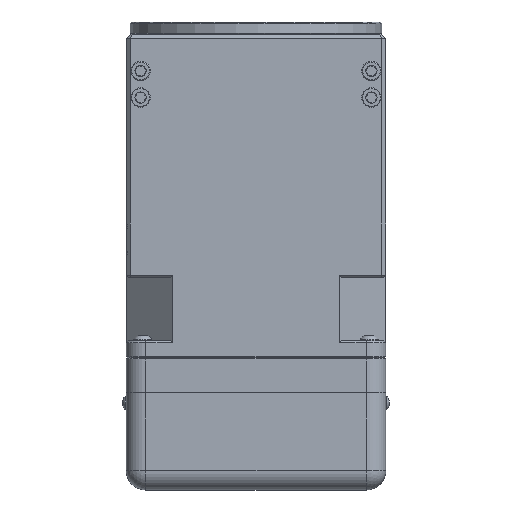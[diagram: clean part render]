
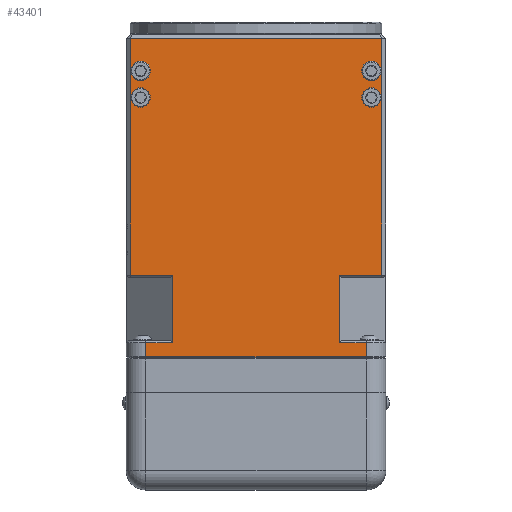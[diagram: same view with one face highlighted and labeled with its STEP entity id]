
A CAD part, front view. The second image highlights one B-rep face of the part: STEP entity #43401.
In plain terms, the highlighted face is planar.
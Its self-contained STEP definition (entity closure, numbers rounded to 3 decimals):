
#1390 = CIRCLE ( 'NONE', #3933, 4.775 ) ;
#1938 = VECTOR ( 'NONE', #26312, 1000. ) ;
#2071 = LINE ( 'NONE', #70391, #1938 ) ;
#2868 = CARTESIAN_POINT ( 'NONE',  ( 61.5, 63.5, 0. ) ) ;
#3256 = DIRECTION ( 'NONE',  ( 0., 0., -1. ) ) ;
#3738 = DIRECTION ( 'NONE',  ( 0., 1., 0. ) ) ;
#3890 = DIRECTION ( 'NONE',  ( 0., 1., 0. ) ) ;
#3933 = AXIS2_PLACEMENT_3D ( 'NONE', #34094, #3890, #75947 ) ;
#4260 = CARTESIAN_POINT ( 'NONE',  ( -54., 63.5, -0.5 ) ) ;
#4710 = EDGE_CURVE ( 'NONE', #27768, #45474, #6696, .T. ) ;
#5580 = VERTEX_POINT ( 'NONE', #64686 ) ;
#5897 = DIRECTION ( 'NONE',  ( -1., 0., 0. ) ) ;
#6491 = VERTEX_POINT ( 'NONE', #54255 ) ;
#6696 = LINE ( 'NONE', #30992, #37467 ) ;
#6734 = ORIENTED_EDGE ( 'NONE', *, *, #77158, .F. ) ;
#7274 = CARTESIAN_POINT ( 'NONE',  ( -63.5, 63.5, 0. ) ) ;
#7605 = LINE ( 'NONE', #19547, #8336 ) ;
#8336 = VECTOR ( 'NONE', #32275, 1000. ) ;
#8790 = CARTESIAN_POINT ( 'NONE',  ( 56.5, 63.5, -127.435 ) ) ;
#9078 = ORIENTED_EDGE ( 'NONE', *, *, #4710, .T. ) ;
#10816 = AXIS2_PLACEMENT_3D ( 'NONE', #7274, #49058, #61065 ) ;
#11777 = CARTESIAN_POINT ( 'NONE',  ( 40.873, 63.5, -40.5 ) ) ;
#12860 = EDGE_CURVE ( 'NONE', #77860, #31957, #7605, .T. ) ;
#13287 = DIRECTION ( 'NONE',  ( 1., 0., 0. ) ) ;
#14012 = EDGE_CURVE ( 'NONE', #21100, #49784, #15702, .T. ) ;
#14162 = CIRCLE ( 'NONE', #17985, 4.775 ) ;
#14283 = LINE ( 'NONE', #25843, #66607 ) ;
#14390 = CARTESIAN_POINT ( 'NONE',  ( 56.5, 63.5, -122.66 ) ) ;
#15586 = CARTESIAN_POINT ( 'NONE',  ( -61.5, 63.5, -156.4 ) ) ;
#15702 = LINE ( 'NONE', #65099, #72017 ) ;
#16705 = DIRECTION ( 'NONE',  ( 0., 1., 0. ) ) ;
#16735 = CARTESIAN_POINT ( 'NONE',  ( -56.5, 63.5, -135.66 ) ) ;
#17202 = VERTEX_POINT ( 'NONE', #11777 ) ;
#17671 = ORIENTED_EDGE ( 'NONE', *, *, #59149, .T. ) ;
#17900 = CARTESIAN_POINT ( 'NONE',  ( 40.873, 63.5, -39.5 ) ) ;
#17985 = AXIS2_PLACEMENT_3D ( 'NONE', #27597, #3738, #45082 ) ;
#19301 = CIRCLE ( 'NONE', #30754, 4.775 ) ;
#19547 = CARTESIAN_POINT ( 'NONE',  ( -54., 63.5, -7.5 ) ) ;
#21100 = VERTEX_POINT ( 'NONE', #72485 ) ;
#21585 = VECTOR ( 'NONE', #3256, 1000. ) ;
#22828 = CARTESIAN_POINT ( 'NONE',  ( -61.5, 63.5, -40.5 ) ) ;
#22920 = VECTOR ( 'NONE', #28901, 1000. ) ;
#23387 = CARTESIAN_POINT ( 'NONE',  ( -63.5, 63.5, -40.5 ) ) ;
#23552 = VERTEX_POINT ( 'NONE', #50724 ) ;
#24311 = EDGE_LOOP ( 'NONE', ( #34284 ) ) ;
#24366 = EDGE_CURVE ( 'NONE', #17202, #23552, #32811, .T. ) ;
#25226 = EDGE_LOOP ( 'NONE', ( #6734 ) ) ;
#25569 = VERTEX_POINT ( 'NONE', #14390 ) ;
#25573 = FACE_BOUND ( 'NONE', #69159, .T. ) ;
#25843 = CARTESIAN_POINT ( 'NONE',  ( 54., 63.5, 0. ) ) ;
#26312 = DIRECTION ( 'NONE',  ( 1., 0., 0. ) ) ;
#27597 = CARTESIAN_POINT ( 'NONE',  ( -56.5, 63.5, -140.435 ) ) ;
#27654 = EDGE_CURVE ( 'NONE', #62537, #21100, #14283, .T. ) ;
#27768 = VERTEX_POINT ( 'NONE', #46393 ) ;
#28444 = DIRECTION ( 'NONE',  ( -1., 0., 0. ) ) ;
#28480 = CARTESIAN_POINT ( 'NONE',  ( -54., 63.5, 0. ) ) ;
#28784 = CARTESIAN_POINT ( 'NONE',  ( 56.5, 63.5, -135.66 ) ) ;
#28896 = VERTEX_POINT ( 'NONE', #22828 ) ;
#28901 = DIRECTION ( 'NONE',  ( 0., 0., 1. ) ) ;
#29744 = CARTESIAN_POINT ( 'NONE',  ( -40.873, 63.5, -7.5 ) ) ;
#30754 = AXIS2_PLACEMENT_3D ( 'NONE', #71277, #16705, #65311 ) ;
#30992 = CARTESIAN_POINT ( 'NONE',  ( -61.5, 63.5, -156.4 ) ) ;
#31957 = VERTEX_POINT ( 'NONE', #65620 ) ;
#32275 = DIRECTION ( 'NONE',  ( -1., 0., 0. ) ) ;
#32811 = LINE ( 'NONE', #75054, #76595 ) ;
#33277 = DIRECTION ( 'NONE',  ( 0., 0., 1. ) ) ;
#33618 = VERTEX_POINT ( 'NONE', #4260 ) ;
#34094 = CARTESIAN_POINT ( 'NONE',  ( 56.5, 63.5, -140.435 ) ) ;
#34284 = ORIENTED_EDGE ( 'NONE', *, *, #54884, .F. ) ;
#35602 = ORIENTED_EDGE ( 'NONE', *, *, #12860, .T. ) ;
#35724 = LINE ( 'NONE', #23387, #70782 ) ;
#36439 = LINE ( 'NONE', #78695, #22920 ) ;
#37467 = VECTOR ( 'NONE', #5897, 1000. ) ;
#37638 = ORIENTED_EDGE ( 'NONE', *, *, #55557, .F. ) ;
#37908 = PLANE ( 'NONE',  #10816 ) ;
#38294 = FACE_BOUND ( 'NONE', #25226, .T. ) ;
#38500 = ORIENTED_EDGE ( 'NONE', *, *, #57752, .F. ) ;
#38559 = DIRECTION ( 'NONE',  ( 0., 0., -1. ) ) ;
#39511 = ORIENTED_EDGE ( 'NONE', *, *, #62465, .T. ) ;
#39792 = VECTOR ( 'NONE', #33277, 1000. ) ;
#39813 = DIRECTION ( 'NONE',  ( 0., 1., 0. ) ) ;
#39932 = DIRECTION ( 'NONE',  ( 1., 0., 0. ) ) ;
#40311 = VERTEX_POINT ( 'NONE', #28784 ) ;
#41364 = DIRECTION ( 'NONE',  ( 0., 0., 1. ) ) ;
#43040 = ORIENTED_EDGE ( 'NONE', *, *, #77533, .T. ) ;
#43401 = ADVANCED_FACE ( 'NONE', ( #68569, #25573, #38294, #61837, #73001 ), #37908, .T. ) ;
#43720 = CIRCLE ( 'NONE', #48839, 4.775 ) ;
#44618 = LINE ( 'NONE', #2868, #21585 ) ;
#45082 = DIRECTION ( 'NONE',  ( 0., 0., 1. ) ) ;
#45474 = VERTEX_POINT ( 'NONE', #15586 ) ;
#46393 = CARTESIAN_POINT ( 'NONE',  ( 61.5, 63.5, -156.4 ) ) ;
#48028 = DIRECTION ( 'NONE',  ( 0., 0., 1. ) ) ;
#48839 = AXIS2_PLACEMENT_3D ( 'NONE', #8790, #39813, #63758 ) ;
#49058 = DIRECTION ( 'NONE',  ( 0., 1., 0. ) ) ;
#49784 = VERTEX_POINT ( 'NONE', #69453 ) ;
#50724 = CARTESIAN_POINT ( 'NONE',  ( 61.5, 63.5, -40.5 ) ) ;
#51777 = EDGE_CURVE ( 'NONE', #45474, #28896, #36439, .T. ) ;
#52371 = ORIENTED_EDGE ( 'NONE', *, *, #67799, .F. ) ;
#54030 = CARTESIAN_POINT ( 'NONE',  ( 54., 63.5, -0.5 ) ) ;
#54255 = CARTESIAN_POINT ( 'NONE',  ( -56.5, 63.5, -122.66 ) ) ;
#54884 = EDGE_CURVE ( 'NONE', #40311, #40311, #1390, .T. ) ;
#54955 = ORIENTED_EDGE ( 'NONE', *, *, #27654, .T. ) ;
#55557 = EDGE_CURVE ( 'NONE', #17202, #49784, #77670, .T. ) ;
#57752 = EDGE_CURVE ( 'NONE', #6491, #6491, #19301, .T. ) ;
#58333 = ORIENTED_EDGE ( 'NONE', *, *, #51777, .T. ) ;
#58350 = VECTOR ( 'NONE', #48028, 1000. ) ;
#59149 = EDGE_CURVE ( 'NONE', #31957, #33618, #63561, .T. ) ;
#61065 = DIRECTION ( 'NONE',  ( 0., 0., -1. ) ) ;
#61229 = VECTOR ( 'NONE', #41364, 1000. ) ;
#61496 = ORIENTED_EDGE ( 'NONE', *, *, #24366, .T. ) ;
#61837 = FACE_BOUND ( 'NONE', #72088, .T. ) ;
#62086 = ORIENTED_EDGE ( 'NONE', *, *, #74303, .T. ) ;
#62465 = EDGE_CURVE ( 'NONE', #33618, #62537, #2071, .T. ) ;
#62537 = VERTEX_POINT ( 'NONE', #54030 ) ;
#63561 = LINE ( 'NONE', #28480, #39792 ) ;
#63758 = DIRECTION ( 'NONE',  ( 0., 0., 1. ) ) ;
#63916 = EDGE_LOOP ( 'NONE', ( #54955, #76069, #37638, #61496, #43040, #9078, #58333, #69201, #62086, #35602, #17671, #39511 ) ) ;
#64385 = EDGE_CURVE ( 'NONE', #28896, #5580, #35724, .T. ) ;
#64686 = CARTESIAN_POINT ( 'NONE',  ( -40.873, 63.5, -40.5 ) ) ;
#65099 = CARTESIAN_POINT ( 'NONE',  ( 40.873, 63.5, -7.5 ) ) ;
#65311 = DIRECTION ( 'NONE',  ( 0., 0., 1. ) ) ;
#65620 = CARTESIAN_POINT ( 'NONE',  ( -54., 63.5, -7.5 ) ) ;
#66607 = VECTOR ( 'NONE', #38559, 1000. ) ;
#67799 = EDGE_CURVE ( 'NONE', #25569, #25569, #43720, .T. ) ;
#68569 = FACE_BOUND ( 'NONE', #24311, .T. ) ;
#69159 = EDGE_LOOP ( 'NONE', ( #52371 ) ) ;
#69201 = ORIENTED_EDGE ( 'NONE', *, *, #64385, .T. ) ;
#69453 = CARTESIAN_POINT ( 'NONE',  ( 40.873, 63.5, -7.5 ) ) ;
#70391 = CARTESIAN_POINT ( 'NONE',  ( 54., 63.5, -0.5 ) ) ;
#70521 = VERTEX_POINT ( 'NONE', #16735 ) ;
#70782 = VECTOR ( 'NONE', #13287, 1000. ) ;
#71277 = CARTESIAN_POINT ( 'NONE',  ( -56.5, 63.5, -127.435 ) ) ;
#71571 = CARTESIAN_POINT ( 'NONE',  ( -40.873, 63.5, -39.5 ) ) ;
#72017 = VECTOR ( 'NONE', #28444, 1000. ) ;
#72088 = EDGE_LOOP ( 'NONE', ( #38500 ) ) ;
#72485 = CARTESIAN_POINT ( 'NONE',  ( 54., 63.5, -7.5 ) ) ;
#73001 = FACE_OUTER_BOUND ( 'NONE', #63916, .T. ) ;
#74303 = EDGE_CURVE ( 'NONE', #5580, #77860, #78347, .T. ) ;
#75054 = CARTESIAN_POINT ( 'NONE',  ( -63.5, 63.5, -40.5 ) ) ;
#75947 = DIRECTION ( 'NONE',  ( 0., 0., 1. ) ) ;
#76069 = ORIENTED_EDGE ( 'NONE', *, *, #14012, .T. ) ;
#76595 = VECTOR ( 'NONE', #39932, 1000. ) ;
#77158 = EDGE_CURVE ( 'NONE', #70521, #70521, #14162, .T. ) ;
#77533 = EDGE_CURVE ( 'NONE', #23552, #27768, #44618, .T. ) ;
#77670 = LINE ( 'NONE', #17900, #61229 ) ;
#77860 = VERTEX_POINT ( 'NONE', #29744 ) ;
#78347 = LINE ( 'NONE', #71571, #58350 ) ;
#78695 = CARTESIAN_POINT ( 'NONE',  ( -61.5, 63.5, 0. ) ) ;
